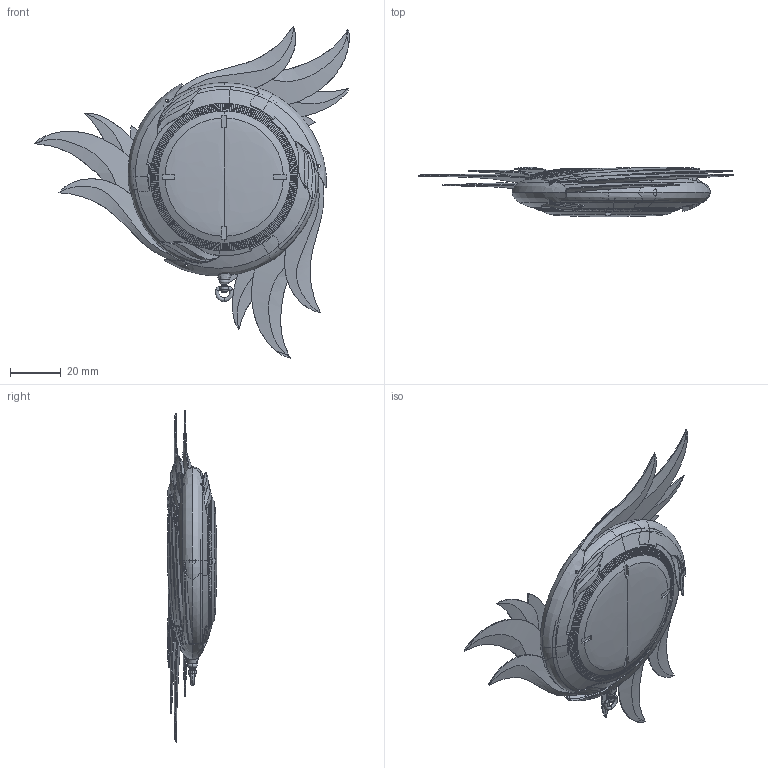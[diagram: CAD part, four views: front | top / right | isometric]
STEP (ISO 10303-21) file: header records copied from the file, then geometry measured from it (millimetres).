
FILE_DESCRIPTION(('FreeCAD Model'),'2;1');
FILE_NAME('Open CASCADE Shape Model','2025-04-27T20:51:40',('FreeCAD'),( 'FreeCAD'),'Open CASCADE STEP processor 7.6','FreeCAD','Unknown');
FILE_SCHEMA(('AUTOMOTIVE_DESIGN { 1 0 10303 214 1 1 1 1 }'));
Products named in the file (1): Open CASCADE STEP translator 7.6 1
Bounding box: 123.78 x 19.34 x 130.47 mm (x, y, z)
Volume: 22663.5 mm3; surface area: 44795.5 mm2
Topology: 46 solids, 46 shells, 2758 faces, 7311 edges, 4731 vertices
Faces by surface type: bspline 2758
Entity records: 158545 total; most frequent: CARTESIAN_POINT 114072, ORIENTED_EDGE 14414, EDGE_CURVE 7207, B_SPLINE_CURVE_WITH_KNOTS 6821, VERTEX_POINT 4731, FACE_BOUND 3132, EDGE_LOOP 3132, ADVANCED_FACE 2758
